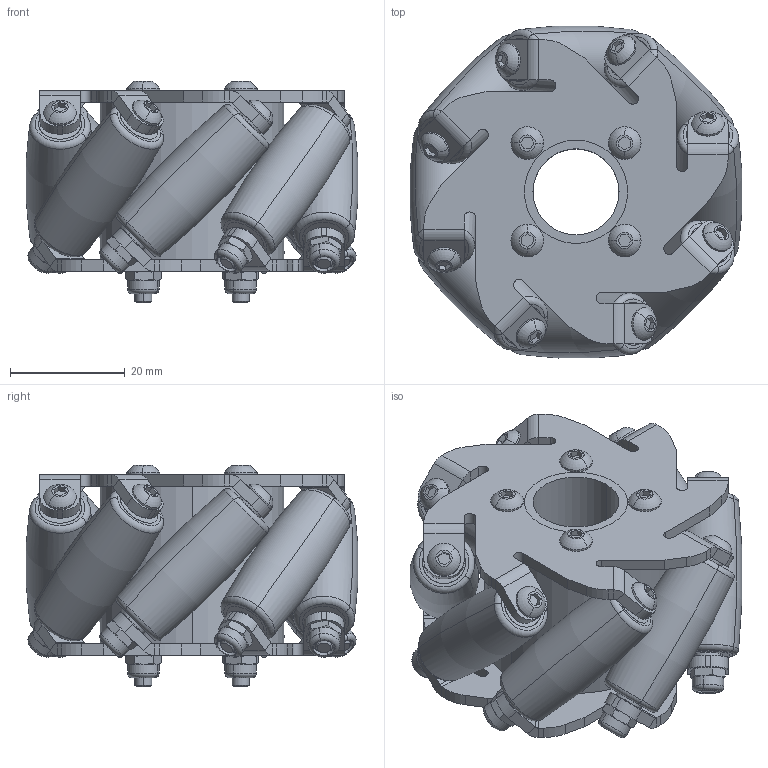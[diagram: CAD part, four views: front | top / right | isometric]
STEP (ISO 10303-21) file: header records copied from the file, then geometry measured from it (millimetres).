
FILE_DESCRIPTION (( 'STEP AP214' ), '1' );
FILE_NAME ('Mecanum Wheel.STEP', '2024-02-01T02:50:53', ( '' ), ( '' ), 'SwSTEP 2.0', 'SolidWorks 2023', '' );
FILE_SCHEMA (( 'AUTOMOTIVE_DESIGN' ));
Length unit declared in the file: millimetre
Products named in the file (7): Shaft; Frame; 1_ISO 10511-M3-C; Mecanum Wheel; Roller Bracket; Bolt; Roller
Assembly tree (51 placements, depth 2):
  Mecanum Wheel
    Frame  x2
    Shaft
    Roller  x8
    Roller Bracket  x16
    Bolt  x12
    1_ISO 10511-M3-C  x12
Bounding box: 57.85 x 57.85 x 38.65 mm (x, y, z)
Volume: 49800.1 mm3; surface area: 36376.3 mm2
Topology: 51 solids, 51 shells, 1242 faces, 2762 edges, 1692 vertices
Faces by surface type: plane 492, cylinder 462, cone 192, torus 96
Entity records: 8453 total; most frequent: DIRECTION 1529, CARTESIAN_POINT 1464, ORIENTED_EDGE 1286, EDGE_CURVE 643, AXIS2_PLACEMENT_3D 591, VERTEX_POINT 398, LINE 347, VECTOR 347
